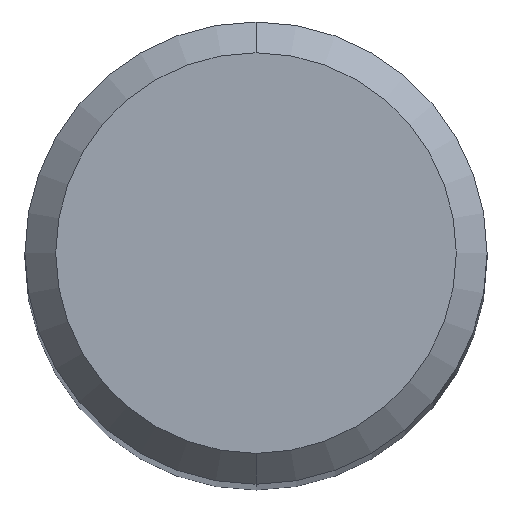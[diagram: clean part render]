
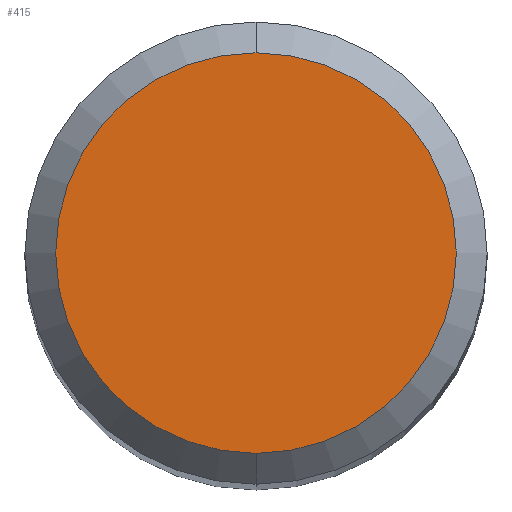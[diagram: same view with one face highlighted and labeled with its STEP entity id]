
A CAD part, top view. The second image highlights one B-rep face of the part: STEP entity #415.
In plain terms, the highlighted planar face has unit normal (0, 0, 1).
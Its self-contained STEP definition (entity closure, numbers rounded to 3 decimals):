
#179=VERTEX_POINT('',#486);
#307=EDGE_CURVE('',#179,#371,#627,.T.);
#371=VERTEX_POINT('',#697);
#407=EDGE_CURVE('',#371,#179,#738,.T.);
#415=ADVANCED_FACE('',(#746),#747,.T.);
#486=CARTESIAN_POINT('',(0.0,2.6,0.0));
#627=CIRCLE('',#1099,2.6);
#697=CARTESIAN_POINT('',(0.,-2.6,0.0));
#738=CIRCLE('',#1314,2.6);
#746=FACE_OUTER_BOUND('',#1328,.T.);
#747=PLANE('',#1329);
#1099=AXIS2_PLACEMENT_3D('',#1601,#1602,#1603);
#1314=AXIS2_PLACEMENT_3D('',#1733,#1734,#1735);
#1328=EDGE_LOOP('',(#1740,#1741));
#1329=AXIS2_PLACEMENT_3D('',#1742,#1743,#1744);
#1601=CARTESIAN_POINT('',(0.0,0.0,0.0));
#1602=DIRECTION('',(0.0,0.0,-1.0));
#1603=DIRECTION('',(0.0,1.0,0.0));
#1733=CARTESIAN_POINT('',(0.0,0.0,0.0));
#1734=DIRECTION('',(0.0,0.0,-1.0));
#1735=DIRECTION('',(0.0,1.0,0.0));
#1740=ORIENTED_EDGE('',*,*,#307,.F.);
#1741=ORIENTED_EDGE('',*,*,#407,.F.);
#1742=CARTESIAN_POINT('',(0.0,1.3,0.0));
#1743=DIRECTION('',(-0.0,0.0,1.0));
#1744=DIRECTION('',(0.0,-1.0,0.0));
